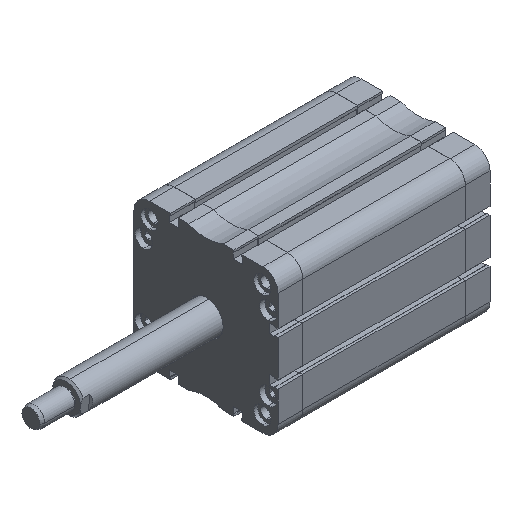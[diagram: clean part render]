
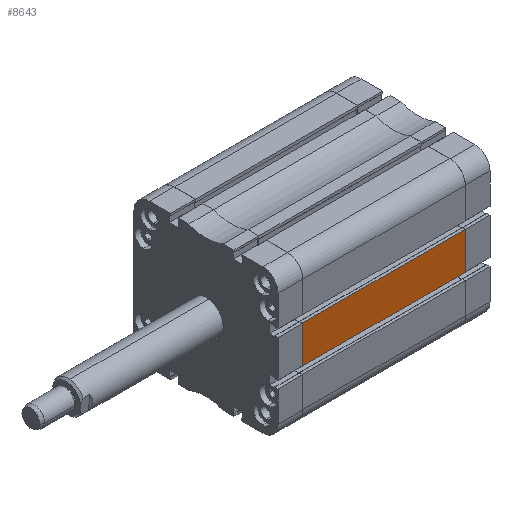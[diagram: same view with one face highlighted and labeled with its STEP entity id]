
A CAD part, isometric view. The second image highlights one B-rep face of the part: STEP entity #8643.
In plain terms, the highlighted planar face has unit normal (0, -1, 0).
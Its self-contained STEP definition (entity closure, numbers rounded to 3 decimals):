
#781 = CARTESIAN_POINT ( 'NONE',  ( 128., -56.75, -56.75 ) ) ;
#986 = LINE ( 'NONE', #9561, #2310 ) ;
#1451 = DIRECTION ( 'NONE',  ( -1., 0., 0. ) ) ;
#2310 = VECTOR ( 'NONE', #14928, 1000. ) ;
#2726 = CARTESIAN_POINT ( 'NONE',  ( 128., -56.75, 14.7 ) ) ;
#4451 = CARTESIAN_POINT ( 'NONE',  ( 128., -56.75, -14.7 ) ) ;
#5380 = CARTESIAN_POINT ( 'NONE',  ( 128., -56.75, -56.75 ) ) ;
#5837 = ORIENTED_EDGE ( 'NONE', *, *, #21711, .T. ) ;
#7977 = EDGE_LOOP ( 'NONE', ( #9531, #5837, #20611, #17088 ) ) ;
#8231 = LINE ( 'NONE', #11360, #12723 ) ;
#8569 = CARTESIAN_POINT ( 'NONE',  ( 128.001, -56.75, 14.7 ) ) ;
#8643 = ADVANCED_FACE ( 'NONE', ( #17606 ), #21046, .F. ) ;
#8682 = VERTEX_POINT ( 'NONE', #4451 ) ;
#9531 = ORIENTED_EDGE ( 'NONE', *, *, #17021, .T. ) ;
#9561 = CARTESIAN_POINT ( 'NONE',  ( 0., -56.75, -56.75 ) ) ;
#11360 = CARTESIAN_POINT ( 'NONE',  ( 128.001, -56.75, -14.7 ) ) ;
#12039 = DIRECTION ( 'NONE',  ( -1., 0., 0. ) ) ;
#12482 = EDGE_CURVE ( 'NONE', #8682, #14154, #8231, .T. ) ;
#12601 = DIRECTION ( 'NONE',  ( 0., 1., 0. ) ) ;
#12723 = VECTOR ( 'NONE', #1451, 1000. ) ;
#13133 = CARTESIAN_POINT ( 'NONE',  ( 0., -56.75, 14.7 ) ) ;
#13239 = EDGE_CURVE ( 'NONE', #21136, #8682, #14611, .T. ) ;
#13855 = VERTEX_POINT ( 'NONE', #13133 ) ;
#14154 = VERTEX_POINT ( 'NONE', #14437 ) ;
#14437 = CARTESIAN_POINT ( 'NONE',  ( 0., -56.75, -14.7 ) ) ;
#14611 = LINE ( 'NONE', #5380, #20588 ) ;
#14928 = DIRECTION ( 'NONE',  ( 0., 0., -1. ) ) ;
#16988 = AXIS2_PLACEMENT_3D ( 'NONE', #781, #12601, #19357 ) ;
#17021 = EDGE_CURVE ( 'NONE', #21136, #13855, #17167, .T. ) ;
#17088 = ORIENTED_EDGE ( 'NONE', *, *, #13239, .F. ) ;
#17167 = LINE ( 'NONE', #8569, #20696 ) ;
#17606 = FACE_OUTER_BOUND ( 'NONE', #7977, .T. ) ;
#19267 = DIRECTION ( 'NONE',  ( 0., 0., -1. ) ) ;
#19357 = DIRECTION ( 'NONE',  ( 0., 0., 1. ) ) ;
#20588 = VECTOR ( 'NONE', #19267, 1000. ) ;
#20611 = ORIENTED_EDGE ( 'NONE', *, *, #12482, .F. ) ;
#20696 = VECTOR ( 'NONE', #12039, 1000. ) ;
#21046 = PLANE ( 'NONE',  #16988 ) ;
#21136 = VERTEX_POINT ( 'NONE', #2726 ) ;
#21711 = EDGE_CURVE ( 'NONE', #13855, #14154, #986, .T. ) ;
